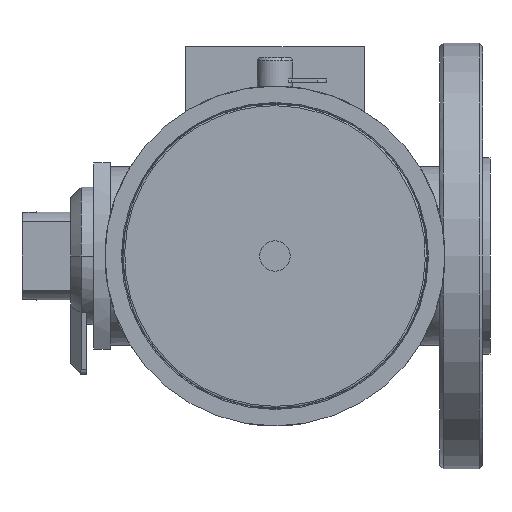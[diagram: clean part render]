
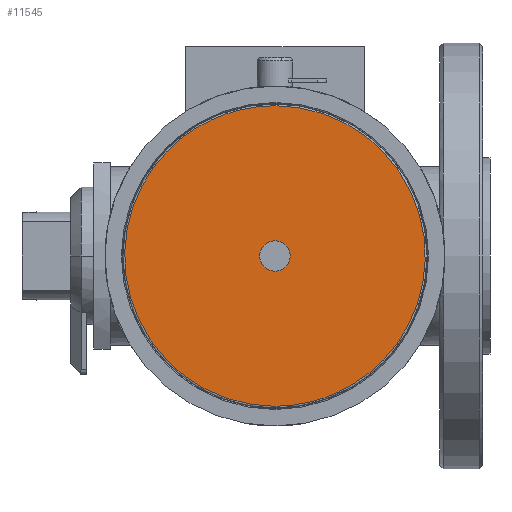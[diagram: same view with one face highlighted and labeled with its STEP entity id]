
A CAD part, left-side view. The second image highlights one B-rep face of the part: STEP entity #11545.
In plain terms, the highlighted planar face has unit normal (-1, 0, 0).
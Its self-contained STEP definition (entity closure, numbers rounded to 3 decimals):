
#1008 = CARTESIAN_POINT ( 'NONE',  ( -190.1, 0., 42. ) ) ;
#1400 = CARTESIAN_POINT ( 'NONE',  ( -190.1, 0., -42. ) ) ;
#1971 = CARTESIAN_POINT ( 'NONE',  ( -190.1, 0., -4.25 ) ) ;
#2339 = CARTESIAN_POINT ( 'NONE',  ( -190.1, 0., -42. ) ) ;
#2698 = ORIENTED_EDGE ( 'NONE', *, *, #11492, .F. ) ;
#4882 = DIRECTION ( 'NONE',  ( -1., 0., 0. ) ) ;
#5014 = EDGE_LOOP ( 'NONE', ( #5387, #13461 ) ) ;
#5387 = ORIENTED_EDGE ( 'NONE', *, *, #15034, .F. ) ;
#6184 = VERTEX_POINT ( 'NONE', #12239 ) ;
#6437 = CARTESIAN_POINT ( 'NONE',  ( -190.1, 0., 42. ) ) ;
#6625 = DIRECTION ( 'NONE',  ( -1., 0., 0. ) ) ;
#6669 = CARTESIAN_POINT ( 'NONE',  ( -190.1, 0., 42. ) ) ;
#7817 = AXIS2_PLACEMENT_3D ( 'NONE', #18381, #7939, #20405 ) ;
#7939 = DIRECTION ( 'NONE',  ( -1., 0., 0. ) ) ;
#7976 = CIRCLE ( 'NONE', #7817, 4.25 ) ;
#8114 = CARTESIAN_POINT ( 'NONE',  ( -190.1, 84., 42. ) ) ;
#8168 = CARTESIAN_POINT ( 'NONE',  ( -190.1, 0., 0. ) ) ;
#8229 = CARTESIAN_POINT ( 'NONE',  ( -190.1, 0., 0. ) ) ;
#8479 = CIRCLE ( 'NONE', #19537, 4.25 ) ;
#8519 = EDGE_LOOP ( 'NONE', ( #20732, #2698 ) ) ;
#10300 = FACE_OUTER_BOUND ( 'NONE', #8519, .T. ) ;
#11396 = VERTEX_POINT ( 'NONE', #2339 ) ;
#11492 = EDGE_CURVE ( 'NONE', #14269, #11396, #12271, .T. ) ;
#11545 = ADVANCED_FACE ( 'NONE', ( #10300, #12662 ), #14662, .T. ) ;
#11599 = CARTESIAN_POINT ( 'NONE',  ( -190.1, 0., -42. ) ) ;
#12239 = CARTESIAN_POINT ( 'NONE',  ( -190.1, 0., 4.25 ) ) ;
#12271 =( BOUNDED_CURVE ( )  B_SPLINE_CURVE ( 3, ( #1008, #12666, #18214, #1400 ),
 .UNSPECIFIED., .F., .F. ) 
 B_SPLINE_CURVE_WITH_KNOTS ( ( 4, 4 ),
 ( 0., 1. ),
 .UNSPECIFIED. ) 
 CURVE ( )  GEOMETRIC_REPRESENTATION_ITEM ( )  RATIONAL_B_SPLINE_CURVE ( ( 1., 0.333, 0.333, 1. ) ) 
 REPRESENTATION_ITEM ( '' )  );
#12662 = FACE_BOUND ( 'NONE', #5014, .T. ) ;
#12666 = CARTESIAN_POINT ( 'NONE',  ( -190.1, -84., 42. ) ) ;
#13461 = ORIENTED_EDGE ( 'NONE', *, *, #16049, .F. ) ;
#14269 = VERTEX_POINT ( 'NONE', #6669 ) ;
#14662 = PLANE ( 'NONE',  #15807 ) ;
#15034 = EDGE_CURVE ( 'NONE', #6184, #20478, #7976, .T. ) ;
#15807 = AXIS2_PLACEMENT_3D ( 'NONE', #8229, #4882, #18141 ) ;
#16049 = EDGE_CURVE ( 'NONE', #20478, #6184, #8479, .T. ) ;
#18141 = DIRECTION ( 'NONE',  ( 0., 0., 1. ) ) ;
#18214 = CARTESIAN_POINT ( 'NONE',  ( -190.1, -84., -42. ) ) ;
#18287 = DIRECTION ( 'NONE',  ( 0., 0., 1. ) ) ;
#18381 = CARTESIAN_POINT ( 'NONE',  ( -190.1, 0., 0. ) ) ;
#19537 = AXIS2_PLACEMENT_3D ( 'NONE', #8168, #6625, #18287 ) ;
#19665 = CARTESIAN_POINT ( 'NONE',  ( -190.1, 84., -42. ) ) ;
#19735 = EDGE_CURVE ( 'NONE', #11396, #14269, #20066, .T. ) ;
#20066 =( BOUNDED_CURVE ( )  B_SPLINE_CURVE ( 3, ( #11599, #19665, #8114, #6437 ),
 .UNSPECIFIED., .F., .F. ) 
 B_SPLINE_CURVE_WITH_KNOTS ( ( 4, 4 ),
 ( 0., 1. ),
 .UNSPECIFIED. ) 
 CURVE ( )  GEOMETRIC_REPRESENTATION_ITEM ( )  RATIONAL_B_SPLINE_CURVE ( ( 1., 0.333, 0.333, 1. ) ) 
 REPRESENTATION_ITEM ( '' )  );
#20405 = DIRECTION ( 'NONE',  ( 0., 0., 1. ) ) ;
#20478 = VERTEX_POINT ( 'NONE', #1971 ) ;
#20732 = ORIENTED_EDGE ( 'NONE', *, *, #19735, .F. ) ;
